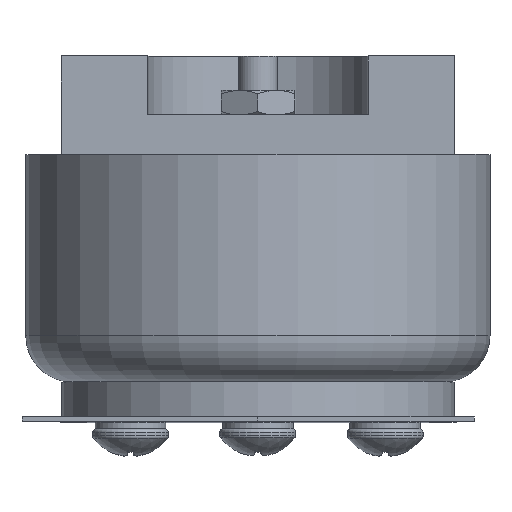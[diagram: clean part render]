
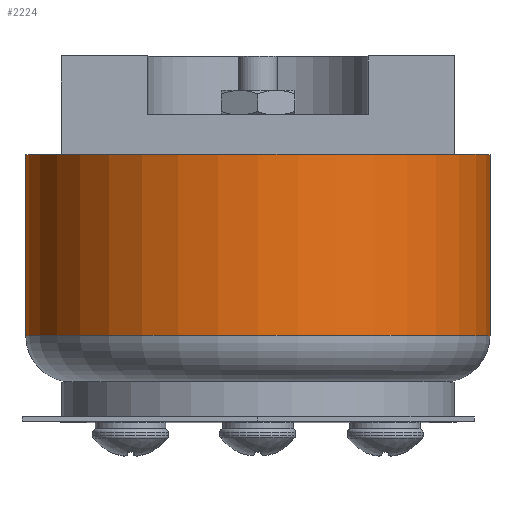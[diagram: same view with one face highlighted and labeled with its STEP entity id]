
A CAD part, top view. The second image highlights one B-rep face of the part: STEP entity #2224.
In plain terms, the highlighted cylindrical face has radius 15 mm (diameter 30 mm), a full revolution.
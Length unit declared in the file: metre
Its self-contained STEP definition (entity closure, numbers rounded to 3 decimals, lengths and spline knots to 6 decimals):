
#459=ORIENTED_EDGE('',*,*,#1097,.T.);
#460=ORIENTED_EDGE('',*,*,#1098,.T.);
#1097=EDGE_CURVE('',#1416,#1416,#1654,.F.);
#1098=EDGE_CURVE('',#1417,#1417,#1655,.T.);
#1416=VERTEX_POINT('',#3348);
#1417=VERTEX_POINT('',#3350);
#1654=CIRCLE('',#2445,0.015);
#1655=CIRCLE('',#2446,0.015);
#1768=EDGE_LOOP('',(#459));
#1769=EDGE_LOOP('',(#460));
#1973=FACE_BOUND('',#1768,.T.);
#1974=FACE_BOUND('',#1769,.T.);
#2180=CYLINDRICAL_SURFACE('',#2444,0.015);
#2224=ADVANCED_FACE('',(#1973,#1974),#2180,.T.);
#2444=AXIS2_PLACEMENT_3D('',#3346,#2717,#2718);
#2445=AXIS2_PLACEMENT_3D('',#3347,#2719,#2720);
#2446=AXIS2_PLACEMENT_3D('',#3349,#2721,#2722);
#2717=DIRECTION('',(0.,-1.,0.));
#2718=DIRECTION('',(0.,0.,-1.));
#2719=DIRECTION('',(0.,-1.,0.));
#2720=DIRECTION('',(0.,0.,-1.));
#2721=DIRECTION('',(0.,-1.,0.));
#2722=DIRECTION('',(0.,0.,-1.));
#3346=CARTESIAN_POINT('',(0.,0.0147,0.));
#3347=CARTESIAN_POINT('',(0.,0.003,0.));
#3348=CARTESIAN_POINT('',(0.,0.003,-0.015));
#3349=CARTESIAN_POINT('',(0.,0.0147,0.));
#3350=CARTESIAN_POINT('',(0.,0.0147,-0.015));
